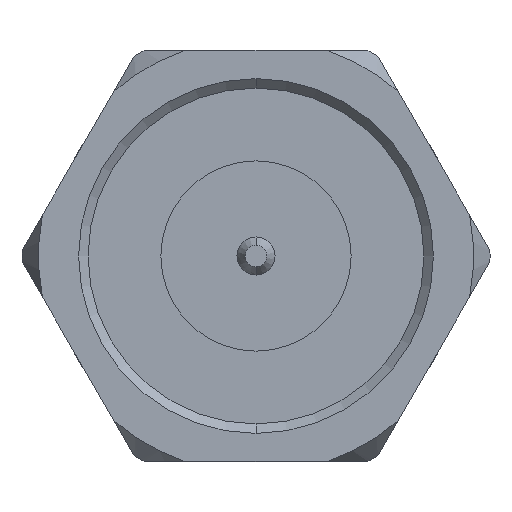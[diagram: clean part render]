
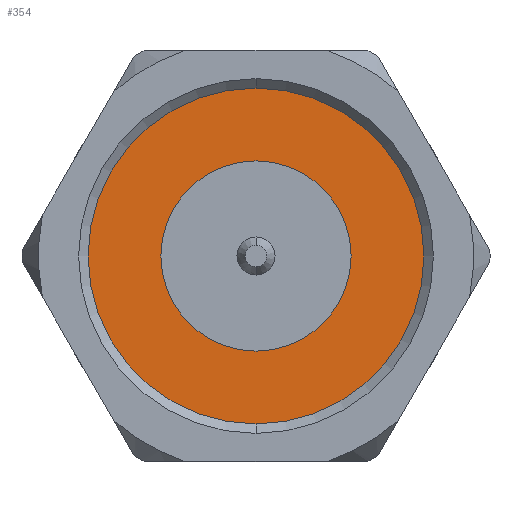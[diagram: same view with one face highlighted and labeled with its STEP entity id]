
A CAD part, front view. The second image highlights one B-rep face of the part: STEP entity #354.
In plain terms, the highlighted planar face has unit normal (0, -1, 0).
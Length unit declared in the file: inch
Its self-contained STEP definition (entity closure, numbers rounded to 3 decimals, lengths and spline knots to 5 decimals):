
#354 = ADVANCED_FACE ( 'NONE', ( #19309, #62081 ), #28968, .T. ) ;
#2808 = ORIENTED_EDGE ( 'NONE', *, *, #60751, .F. ) ;
#3690 = DIRECTION ( 'NONE',  ( 0., 0., -1. ) ) ;
#6611 = CIRCLE ( 'NONE', #7037, 0.1 ) ;
#7037 = AXIS2_PLACEMENT_3D ( 'NONE', #61616, #28192, #67225 ) ;
#9328 = VERTEX_POINT ( 'NONE', #50708 ) ;
#13916 = EDGE_LOOP ( 'NONE', ( #14258, #37779 ) ) ;
#14258 = ORIENTED_EDGE ( 'NONE', *, *, #44353, .T. ) ;
#14442 = CARTESIAN_POINT ( 'NONE',  ( 0., 0.228, 0. ) ) ;
#16443 = DIRECTION ( 'NONE',  ( 0., -1., 0. ) ) ;
#19309 = FACE_BOUND ( 'NONE', #53106, .T. ) ;
#20056 = DIRECTION ( 'NONE',  ( 0., 0., -1. ) ) ;
#22512 = EDGE_CURVE ( 'NONE', #22609, #41112, #65043, .T. ) ;
#22609 = VERTEX_POINT ( 'NONE', #28118 ) ;
#25449 = CIRCLE ( 'NONE', #58558, 0.1765 ) ;
#28118 = CARTESIAN_POINT ( 'NONE',  ( 0., 0.228, 0.1765 ) ) ;
#28192 = DIRECTION ( 'NONE',  ( 0., -1., 0. ) ) ;
#28245 = ORIENTED_EDGE ( 'NONE', *, *, #42737, .F. ) ;
#28968 = PLANE ( 'NONE',  #39189 ) ;
#29463 = AXIS2_PLACEMENT_3D ( 'NONE', #49800, #16443, #55452 ) ;
#29895 = CIRCLE ( 'NONE', #61658, 0.1 ) ;
#37138 = DIRECTION ( 'NONE',  ( 0., -1., 0. ) ) ;
#37779 = ORIENTED_EDGE ( 'NONE', *, *, #22512, .T. ) ;
#39189 = AXIS2_PLACEMENT_3D ( 'NONE', #56692, #45418, #62050 ) ;
#41112 = VERTEX_POINT ( 'NONE', #71903 ) ;
#42737 = EDGE_CURVE ( 'NONE', #9328, #49208, #29895, .T. ) ;
#44353 = EDGE_CURVE ( 'NONE', #41112, #22609, #25449, .T. ) ;
#45418 = DIRECTION ( 'NONE',  ( 0., -1., 0. ) ) ;
#49208 = VERTEX_POINT ( 'NONE', #49337 ) ;
#49337 = CARTESIAN_POINT ( 'NONE',  ( 0., 0.228, -0.1 ) ) ;
#49800 = CARTESIAN_POINT ( 'NONE',  ( 0., 0.228, 0. ) ) ;
#50708 = CARTESIAN_POINT ( 'NONE',  ( 0., 0.228, 0.1 ) ) ;
#53106 = EDGE_LOOP ( 'NONE', ( #2808, #28245 ) ) ;
#53460 = DIRECTION ( 'NONE',  ( 0., -1., 0. ) ) ;
#55452 = DIRECTION ( 'NONE',  ( 0., 0., -1. ) ) ;
#56692 = CARTESIAN_POINT ( 'NONE',  ( 0., 0.228, 0. ) ) ;
#58558 = AXIS2_PLACEMENT_3D ( 'NONE', #70619, #37138, #3690 ) ;
#60751 = EDGE_CURVE ( 'NONE', #49208, #9328, #6611, .T. ) ;
#61616 = CARTESIAN_POINT ( 'NONE',  ( 0., 0.228, 0. ) ) ;
#61658 = AXIS2_PLACEMENT_3D ( 'NONE', #14442, #53460, #20056 ) ;
#62050 = DIRECTION ( 'NONE',  ( 0., 0., -1. ) ) ;
#62081 = FACE_OUTER_BOUND ( 'NONE', #13916, .T. ) ;
#65043 = CIRCLE ( 'NONE', #29463, 0.1765 ) ;
#67225 = DIRECTION ( 'NONE',  ( 0., 0., -1. ) ) ;
#70619 = CARTESIAN_POINT ( 'NONE',  ( 0., 0.228, 0. ) ) ;
#71903 = CARTESIAN_POINT ( 'NONE',  ( 0., 0.228, -0.1765 ) ) ;
